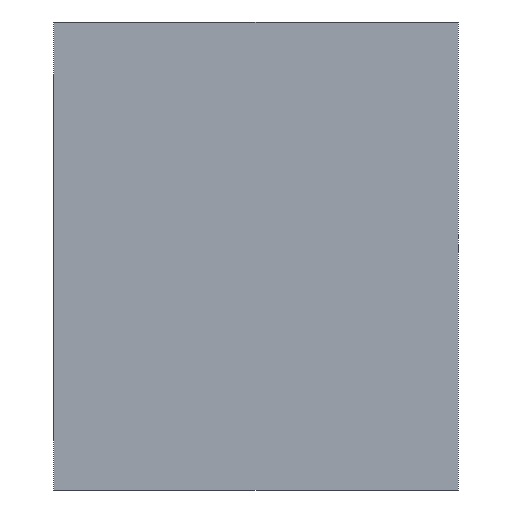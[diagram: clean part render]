
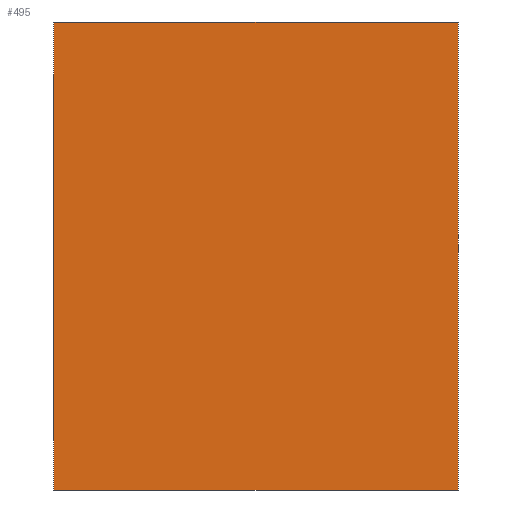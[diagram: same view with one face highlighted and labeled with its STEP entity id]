
A CAD part, front view. The second image highlights one B-rep face of the part: STEP entity #495.
In plain terms, the highlighted planar face has unit normal (0, -1, 0).
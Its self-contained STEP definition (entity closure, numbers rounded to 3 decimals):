
#29=FACE_OUTER_BOUND('',#59,.T.);
#59=EDGE_LOOP('',(#348,#349,#350,#351));
#88=LINE('',#703,#154);
#91=LINE('',#709,#157);
#94=LINE('',#715,#160);
#97=LINE('',#719,#163);
#154=VECTOR('',#573,10.);
#157=VECTOR('',#578,10.);
#160=VECTOR('',#583,10.);
#163=VECTOR('',#588,10.);
#220=VERTEX_POINT('',#700);
#221=VERTEX_POINT('',#702);
#223=VERTEX_POINT('',#708);
#225=VERTEX_POINT('',#714);
#264=EDGE_CURVE('',#221,#220,#88,.T.);
#267=EDGE_CURVE('',#223,#221,#91,.T.);
#270=EDGE_CURVE('',#225,#223,#94,.T.);
#273=EDGE_CURVE('',#220,#225,#97,.T.);
#348=ORIENTED_EDGE('',*,*,#273,.T.);
#349=ORIENTED_EDGE('',*,*,#270,.T.);
#350=ORIENTED_EDGE('',*,*,#267,.T.);
#351=ORIENTED_EDGE('',*,*,#264,.T.);
#465=PLANE('',#542);
#495=ADVANCED_FACE('',(#29),#465,.T.);
#542=AXIS2_PLACEMENT_3D('',#721,#591,#592);
#573=DIRECTION('',(0.,0.,1.));
#578=DIRECTION('',(1.,0.,0.));
#583=DIRECTION('',(0.,0.,-1.));
#588=DIRECTION('',(-1.,0.,0.));
#591=DIRECTION('center_axis',(0.,-1.,0.));
#592=DIRECTION('ref_axis',(0.,0.,-1.));
#700=CARTESIAN_POINT('',(14.4,-0.5,15.5));
#702=CARTESIAN_POINT('',(14.4,-0.5,-10.2));
#703=CARTESIAN_POINT('',(14.4,-0.5,15.5));
#708=CARTESIAN_POINT('',(-7.8,-0.5,-10.2));
#709=CARTESIAN_POINT('',(14.4,-0.5,-10.2));
#714=CARTESIAN_POINT('',(-7.8,-0.5,15.5));
#715=CARTESIAN_POINT('',(-7.8,-0.5,-10.2));
#719=CARTESIAN_POINT('',(-7.8,-0.5,15.5));
#721=CARTESIAN_POINT('Origin',(3.3,-0.5,2.65));
